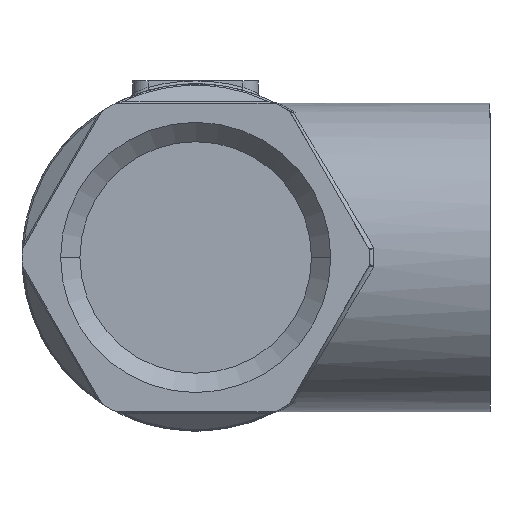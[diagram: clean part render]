
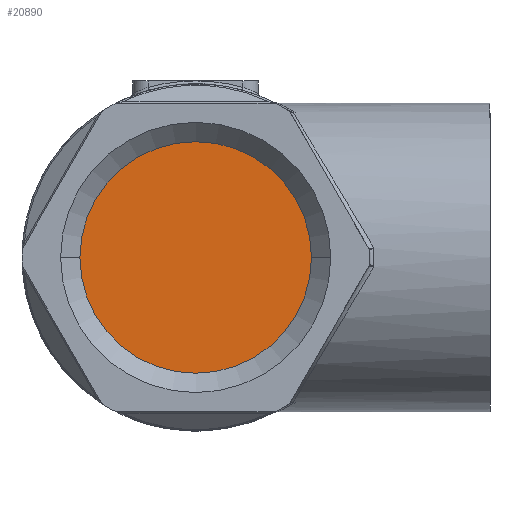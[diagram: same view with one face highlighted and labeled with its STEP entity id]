
A CAD part, front view. The second image highlights one B-rep face of the part: STEP entity #20890.
In plain terms, the highlighted planar face has unit normal (0, -1, 0).
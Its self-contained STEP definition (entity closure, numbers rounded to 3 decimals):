
#8060 = EDGE_CURVE ( 'NONE', #8095, #8096, #18990, .T. ) ;
#8095 = VERTEX_POINT ( 'NONE', #19101 ) ;
#8096 = VERTEX_POINT ( 'NONE', #19091 ) ;
#11267 = CARTESIAN_POINT ( 'NONE',  ( 0., -9.5, 0. ) ) ;
#11287 = DIRECTION ( 'NONE',  ( -1., 0., 0. ) ) ;
#11288 = DIRECTION ( 'NONE',  ( 0., -1., 0. ) ) ;
#11300 = CIRCLE ( 'NONE', #11301, 12. ) ;
#11301 = AXIS2_PLACEMENT_3D ( 'NONE', #11267, #11288, #11287 ) ;
#11497 = FACE_OUTER_BOUND ( 'NONE', #20817, .T. ) ;
#11510 = AXIS2_PLACEMENT_3D ( 'NONE', #11603, #11601, #11599 ) ;
#11519 = PLANE ( 'NONE',  #11510 ) ;
#11599 = DIRECTION ( 'NONE',  ( -1., 0., 0. ) ) ;
#11601 = DIRECTION ( 'NONE',  ( 0., -1., 0. ) ) ;
#11603 = CARTESIAN_POINT ( 'NONE',  ( 0., -9.5, 0. ) ) ;
#18963 = CARTESIAN_POINT ( 'NONE',  ( 0., -9.5, 0. ) ) ;
#18977 = AXIS2_PLACEMENT_3D ( 'NONE', #18963, #19007, #19006 ) ;
#18990 = CIRCLE ( 'NONE', #18977, 12. ) ;
#19006 = DIRECTION ( 'NONE',  ( -1., 0., 0. ) ) ;
#19007 = DIRECTION ( 'NONE',  ( 0., -1., 0. ) ) ;
#19091 = CARTESIAN_POINT ( 'NONE',  ( -12., -9.5, 0. ) ) ;
#19101 = CARTESIAN_POINT ( 'NONE',  ( 12., -9.5, 0. ) ) ;
#20817 = EDGE_LOOP ( 'NONE', ( #20841, #20888 ) ) ;
#20841 = ORIENTED_EDGE ( 'NONE', *, *, #20844, .T. ) ;
#20844 = EDGE_CURVE ( 'NONE', #8096, #8095, #11300, .T. ) ;
#20888 = ORIENTED_EDGE ( 'NONE', *, *, #8060, .T. ) ;
#20890 = ADVANCED_FACE ( 'NONE', ( #11497 ), #11519, .T. ) ;
